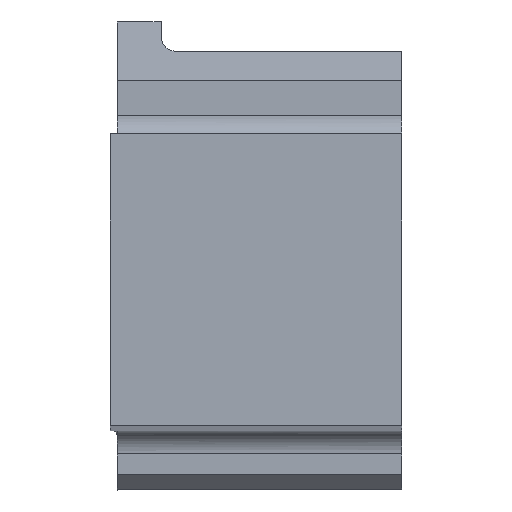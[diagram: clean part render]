
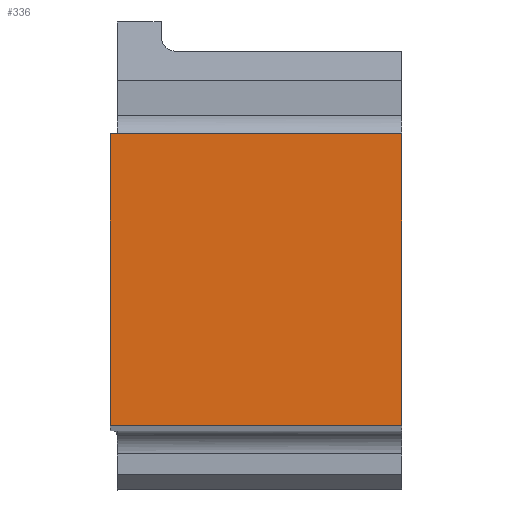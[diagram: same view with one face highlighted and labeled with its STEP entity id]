
A CAD part, top view. The second image highlights one B-rep face of the part: STEP entity #336.
In plain terms, the highlighted planar face has unit normal (0, 0, 1).
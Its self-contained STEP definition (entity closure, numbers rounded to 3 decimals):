
#336=ADVANCED_FACE('',(#466),#424,.T.);
#424=PLANE('',#2147);
#466=FACE_OUTER_BOUND('',#559,.T.);
#559=EDGE_LOOP('',(#865,#866,#867,#868));
#865=ORIENTED_EDGE('',*,*,#1539,.T.);
#866=ORIENTED_EDGE('',*,*,#1540,.T.);
#867=ORIENTED_EDGE('',*,*,#1448,.T.);
#868=ORIENTED_EDGE('',*,*,#1538,.F.);
#1267=VERTEX_POINT('',#2851);
#1268=VERTEX_POINT('',#2853);
#1337=VERTEX_POINT('',#3088);
#1338=VERTEX_POINT('',#3092);
#1448=EDGE_CURVE('',#1268,#1267,#1717,.T.);
#1538=EDGE_CURVE('',#1337,#1267,#1771,.T.);
#1539=EDGE_CURVE('',#1337,#1338,#1772,.T.);
#1540=EDGE_CURVE('',#1338,#1268,#1773,.T.);
#1717=LINE('',#2852,#1857);
#1771=LINE('',#3089,#1911);
#1772=LINE('',#3091,#1912);
#1773=LINE('',#3093,#1913);
#1857=VECTOR('',#2313,1.);
#1911=VECTOR('',#2467,1.);
#1912=VECTOR('',#2470,1.);
#1913=VECTOR('',#2471,1.);
#2147=AXIS2_PLACEMENT_3D('',#3094,#2472,#2473);
#2313=DIRECTION('',(0.,1.,0.));
#2467=DIRECTION('',(1.,0.,0.));
#2470=DIRECTION('',(0.,-1.,0.));
#2471=DIRECTION('',(1.,0.,0.));
#2472=DIRECTION('',(0.,0.,1.));
#2473=DIRECTION('',(1.,0.,0.));
#2851=CARTESIAN_POINT('',(0.,10.,0.));
#2852=CARTESIAN_POINT('',(0.,0.,0.));
#2853=CARTESIAN_POINT('',(0.,0.,0.));
#3088=CARTESIAN_POINT('',(-10.,10.,0.));
#3089=CARTESIAN_POINT('',(-10.,10.,0.));
#3091=CARTESIAN_POINT('',(-10.,10.,0.));
#3092=CARTESIAN_POINT('',(-10.,0.,0.));
#3093=CARTESIAN_POINT('',(-10.,0.,0.));
#3094=CARTESIAN_POINT('',(-5.,5.,0.));
